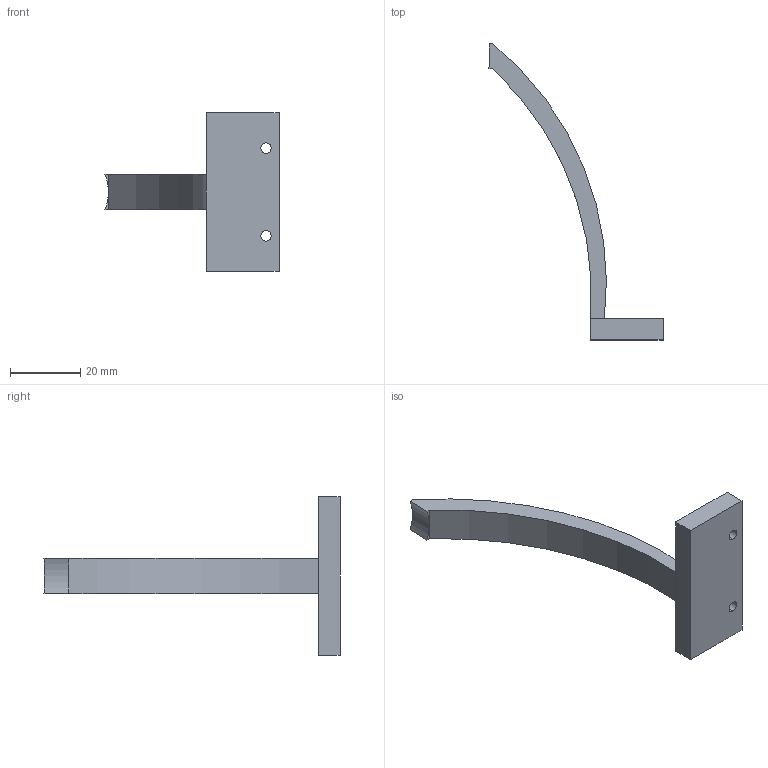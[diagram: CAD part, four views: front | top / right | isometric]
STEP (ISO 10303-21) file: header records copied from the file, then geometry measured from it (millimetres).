
FILE_DESCRIPTION (( 'STEP AP203' ), '1' );
FILE_NAME ('Full_ir.STEP', '2023-01-26T13:23:16', ( '' ), ( '' ), 'SwSTEP 2.0', 'SolidWorks 2022', '' );
FILE_SCHEMA (( 'CONFIG_CONTROL_DESIGN' ));
Length unit declared in the file: millimetre
Products named in the file (3): ir_arc_1; ir_base_1; Full_ir
Assembly tree (2 placements, depth 2):
  Full_ir
    ir_arc_1
    ir_base_1
Bounding box: 49.55 x 84.25 x 45 mm (x, y, z)
Volume: 9438.3 mm3; surface area: 5406.6 mm2
Topology: 2 solids, 2 shells, 25 faces, 61 edges, 40 vertices
Faces by surface type: plane 18, cylinder 7
Entity records: 1048 total; most frequent: DIRECTION 137, CARTESIAN_POINT 131, ORIENTED_EDGE 122, EDGE_CURVE 61, AXIS2_PLACEMENT_3D 46, LINE 45, VECTOR 45, VERTEX_POINT 40
